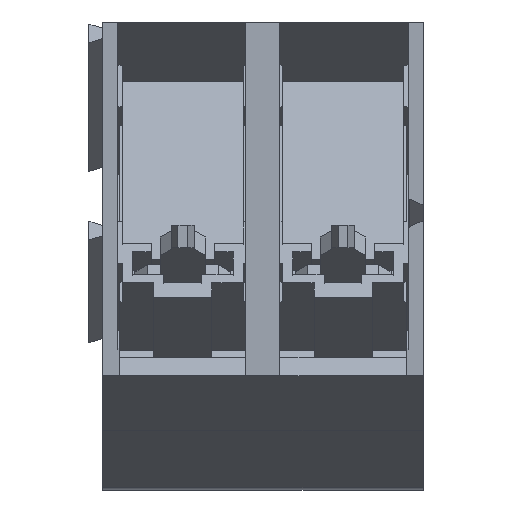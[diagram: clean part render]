
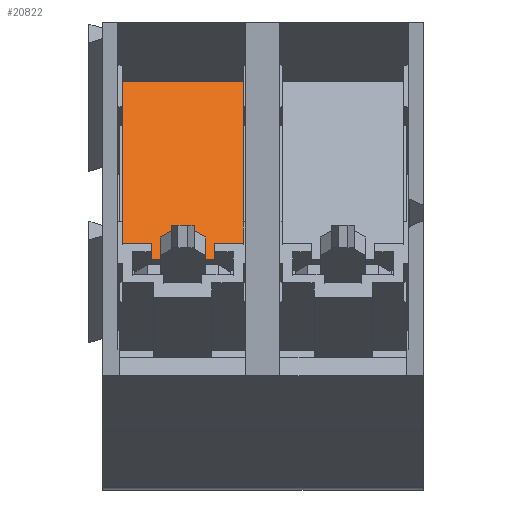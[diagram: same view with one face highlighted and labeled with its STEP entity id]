
A CAD part, front view. The second image highlights one B-rep face of the part: STEP entity #20822.
In plain terms, the highlighted planar face has unit normal (0, -0.819, 0.574).
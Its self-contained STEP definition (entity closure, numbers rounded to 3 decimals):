
#1088 = LINE ( 'NONE', #24779, #25047 ) ;
#1540 = VECTOR ( 'NONE', #10812, 1000. ) ;
#1877 = LINE ( 'NONE', #7516, #13712 ) ;
#2555 = EDGE_CURVE ( 'NONE', #28943, #28632, #32471, .T. ) ;
#2906 = DIRECTION ( 'NONE',  ( 0., 0.574, 0.819 ) ) ;
#3191 = LINE ( 'NONE', #31760, #31503 ) ;
#3681 = DIRECTION ( 'NONE',  ( 0., 0.574, 0.819 ) ) ;
#5367 = LINE ( 'NONE', #18239, #1540 ) ;
#5416 = DIRECTION ( 'NONE',  ( 0., -0.819, 0.574 ) ) ;
#5472 = LINE ( 'NONE', #15915, #26674 ) ;
#5666 = VERTEX_POINT ( 'NONE', #23895 ) ;
#5708 = DIRECTION ( 'NONE',  ( 0., -0.574, -0.819 ) ) ;
#7430 = CARTESIAN_POINT ( 'NONE',  ( 5.575, 3.577, 7.637 ) ) ;
#7439 = LINE ( 'NONE', #20213, #20096 ) ;
#7516 = CARTESIAN_POINT ( 'NONE',  ( 0.775, 2.975, 6.777 ) ) ;
#8273 = EDGE_CURVE ( 'NONE', #31985, #13194, #12208, .T. ) ;
#8376 = VERTEX_POINT ( 'NONE', #13056 ) ;
#8806 = CARTESIAN_POINT ( 'NONE',  ( 0.775, 2.975, 6.777 ) ) ;
#10812 = DIRECTION ( 'NONE',  ( -1., 0., 0. ) ) ;
#11450 = EDGE_CURVE ( 'NONE', #16188, #19435, #29951, .T. ) ;
#11492 = EDGE_CURVE ( 'NONE', #13194, #20576, #1877, .T. ) ;
#11657 = EDGE_CURVE ( 'NONE', #29712, #31985, #13565, .T. ) ;
#12208 = LINE ( 'NONE', #25314, #19119 ) ;
#12259 = VECTOR ( 'NONE', #29699, 1000. ) ;
#12303 = DIRECTION ( 'NONE',  ( 1., 0., 0. ) ) ;
#12882 = CARTESIAN_POINT ( 'NONE',  ( 0.775, 3.577, 7.637 ) ) ;
#13056 = CARTESIAN_POINT ( 'NONE',  ( 0.775, 7.917, 13.835 ) ) ;
#13094 = PLANE ( 'NONE',  #26580 ) ;
#13194 = VERTEX_POINT ( 'NONE', #8806 ) ;
#13200 = ORIENTED_EDGE ( 'NONE', *, *, #11657, .T. ) ;
#13565 = LINE ( 'NONE', #29306, #19837 ) ;
#13579 = DIRECTION ( 'NONE',  ( 1., 0., 0. ) ) ;
#13712 = VECTOR ( 'NONE', #12303, 1000. ) ;
#14096 = CARTESIAN_POINT ( 'NONE',  ( 5.575, 2.975, 6.777 ) ) ;
#14247 = ORIENTED_EDGE ( 'NONE', *, *, #26670, .T. ) ;
#14462 = CARTESIAN_POINT ( 'NONE',  ( 5.575, 6.77, 12.196 ) ) ;
#14536 = DIRECTION ( 'NONE',  ( 1., 0., 0. ) ) ;
#14622 = ORIENTED_EDGE ( 'NONE', *, *, #2555, .T. ) ;
#15166 = EDGE_CURVE ( 'NONE', #5666, #8376, #5367, .T. ) ;
#15915 = CARTESIAN_POINT ( 'NONE',  ( 5.575, 7.917, 13.835 ) ) ;
#16188 = VERTEX_POINT ( 'NONE', #20356 ) ;
#16275 = EDGE_CURVE ( 'NONE', #28632, #5666, #1088, .T. ) ;
#16440 = ORIENTED_EDGE ( 'NONE', *, *, #11492, .T. ) ;
#16500 = VECTOR ( 'NONE', #14536, 1000. ) ;
#17718 = ORIENTED_EDGE ( 'NONE', *, *, #8273, .T. ) ;
#18239 = CARTESIAN_POINT ( 'NONE',  ( 0.775, 7.917, 13.835 ) ) ;
#19119 = VECTOR ( 'NONE', #31230, 1000. ) ;
#19435 = VERTEX_POINT ( 'NONE', #14096 ) ;
#19644 = ORIENTED_EDGE ( 'NONE', *, *, #31384, .T. ) ;
#19837 = VECTOR ( 'NONE', #5708, 1000. ) ;
#20096 = VECTOR ( 'NONE', #33329, 1000. ) ;
#20213 = CARTESIAN_POINT ( 'NONE',  ( 0.775, 7.917, 13.835 ) ) ;
#20356 = CARTESIAN_POINT ( 'NONE',  ( 4.425, 2.975, 6.777 ) ) ;
#20576 = VERTEX_POINT ( 'NONE', #27204 ) ;
#20822 = ADVANCED_FACE ( 'NONE', ( #24134 ), #13094, .T. ) ;
#21047 = DIRECTION ( 'NONE',  ( 0., -0.574, -0.819 ) ) ;
#21721 = ORIENTED_EDGE ( 'NONE', *, *, #16275, .T. ) ;
#22620 = ORIENTED_EDGE ( 'NONE', *, *, #15166, .T. ) ;
#23895 = CARTESIAN_POINT ( 'NONE',  ( 5.575, 7.917, 13.835 ) ) ;
#24134 = FACE_OUTER_BOUND ( 'NONE', #32968, .T. ) ;
#24779 = CARTESIAN_POINT ( 'NONE',  ( 5.575, 7.917, 13.835 ) ) ;
#25047 = VECTOR ( 'NONE', #3681, 1000. ) ;
#25314 = CARTESIAN_POINT ( 'NONE',  ( 0.775, 7.917, 13.835 ) ) ;
#26580 = AXIS2_PLACEMENT_3D ( 'NONE', #31788, #5416, #21047 ) ;
#26670 = EDGE_CURVE ( 'NONE', #20576, #16188, #3191, .T. ) ;
#26674 = VECTOR ( 'NONE', #2906, 1000. ) ;
#27069 = CARTESIAN_POINT ( 'NONE',  ( 5.575, 7.917, 13.835 ) ) ;
#27204 = CARTESIAN_POINT ( 'NONE',  ( 1.925, 2.975, 6.777 ) ) ;
#28261 = ORIENTED_EDGE ( 'NONE', *, *, #29673, .T. ) ;
#28632 = VERTEX_POINT ( 'NONE', #14462 ) ;
#28943 = VERTEX_POINT ( 'NONE', #7430 ) ;
#29306 = CARTESIAN_POINT ( 'NONE',  ( 0.775, 7.917, 13.835 ) ) ;
#29673 = EDGE_CURVE ( 'NONE', #19435, #28943, #5472, .T. ) ;
#29699 = DIRECTION ( 'NONE',  ( 0., 0.574, 0.819 ) ) ;
#29712 = VERTEX_POINT ( 'NONE', #30034 ) ;
#29951 = LINE ( 'NONE', #32558, #16500 ) ;
#30034 = CARTESIAN_POINT ( 'NONE',  ( 0.775, 6.77, 12.196 ) ) ;
#31230 = DIRECTION ( 'NONE',  ( 0., -0.574, -0.819 ) ) ;
#31384 = EDGE_CURVE ( 'NONE', #8376, #29712, #7439, .T. ) ;
#31503 = VECTOR ( 'NONE', #13579, 1000. ) ;
#31760 = CARTESIAN_POINT ( 'NONE',  ( 0.775, 2.975, 6.777 ) ) ;
#31788 = CARTESIAN_POINT ( 'NONE',  ( 0., -1.188, 0.832 ) ) ;
#31985 = VERTEX_POINT ( 'NONE', #12882 ) ;
#32471 = LINE ( 'NONE', #27069, #12259 ) ;
#32558 = CARTESIAN_POINT ( 'NONE',  ( 0.775, 2.975, 6.777 ) ) ;
#32968 = EDGE_LOOP ( 'NONE', ( #19644, #13200, #17718, #16440, #14247, #33533, #28261, #14622, #21721, #22620 ) ) ;
#33329 = DIRECTION ( 'NONE',  ( 0., -0.574, -0.819 ) ) ;
#33533 = ORIENTED_EDGE ( 'NONE', *, *, #11450, .T. ) ;
